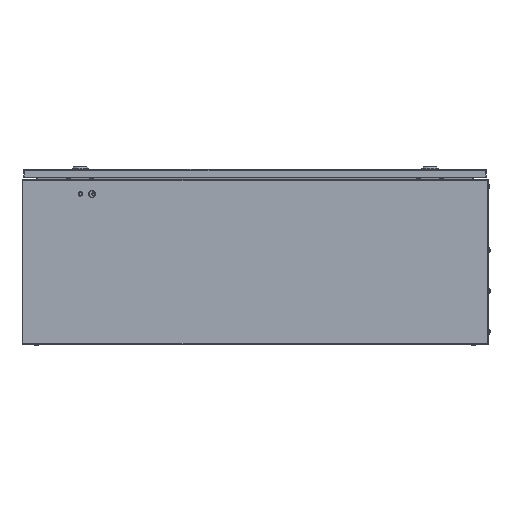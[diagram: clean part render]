
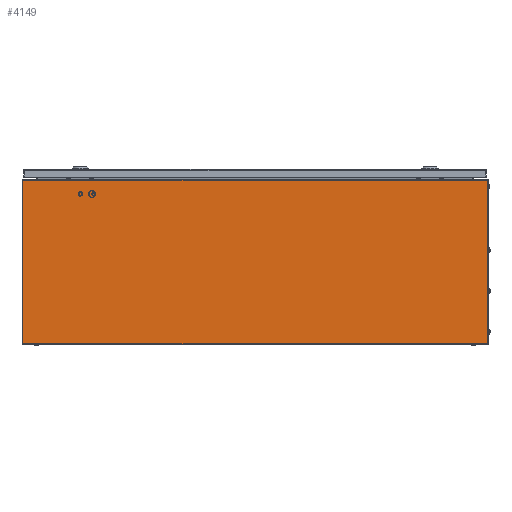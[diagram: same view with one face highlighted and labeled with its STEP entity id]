
A CAD part, left-side view. The second image highlights one B-rep face of the part: STEP entity #4149.
In plain terms, the highlighted planar face has unit normal (-1, 0, 0).
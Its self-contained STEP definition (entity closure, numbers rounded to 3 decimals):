
#834 = AXIS2_PLACEMENT_3D ( 'NONE', #70161, #10603, #22075 ) ;
#3865 = PLANE ( 'NONE',  #834 ) ;
#4149 = ADVANCED_FACE ( 'NONE', ( #40359 ), #3865, .F. ) ;
#8146 = ORIENTED_EDGE ( 'NONE', *, *, #57802, .T. ) ;
#8929 = EDGE_CURVE ( 'NONE', #60443, #24629, #61938, .T. ) ;
#10603 = DIRECTION ( 'NONE',  ( 1., 0., 0. ) ) ;
#16674 = DIRECTION ( 'NONE',  ( 0., -1., 0. ) ) ;
#18159 = VECTOR ( 'NONE', #26610, 1000. ) ;
#21525 = CARTESIAN_POINT ( 'NONE',  ( 0., 0., 283. ) ) ;
#22075 = DIRECTION ( 'NONE',  ( 0., 0., -1. ) ) ;
#24629 = VERTEX_POINT ( 'NONE', #75780 ) ;
#26610 = DIRECTION ( 'NONE',  ( 0., 0., -1. ) ) ;
#27172 = VERTEX_POINT ( 'NONE', #54157 ) ;
#28741 = LINE ( 'NONE', #51376, #56392 ) ;
#30264 = VERTEX_POINT ( 'NONE', #65650 ) ;
#30582 = LINE ( 'NONE', #67134, #34219 ) ;
#32566 = CARTESIAN_POINT ( 'NONE',  ( 0., 0., 283. ) ) ;
#34219 = VECTOR ( 'NONE', #43681, 1000. ) ;
#34684 = EDGE_LOOP ( 'NONE', ( #39936, #77372, #69628, #8146 ) ) ;
#39936 = ORIENTED_EDGE ( 'NONE', *, *, #67110, .T. ) ;
#40094 = LINE ( 'NONE', #51238, #45851 ) ;
#40359 = FACE_OUTER_BOUND ( 'NONE', #34684, .T. ) ;
#43681 = DIRECTION ( 'NONE',  ( 0., 0., -1. ) ) ;
#45851 = VECTOR ( 'NONE', #16674, 1000. ) ;
#51238 = CARTESIAN_POINT ( 'NONE',  ( 0., 0., 0. ) ) ;
#51376 = CARTESIAN_POINT ( 'NONE',  ( 0., 0., 283. ) ) ;
#54157 = CARTESIAN_POINT ( 'NONE',  ( 0., 800., 0. ) ) ;
#56392 = VECTOR ( 'NONE', #69646, 1000. ) ;
#57802 = EDGE_CURVE ( 'NONE', #30264, #27172, #30582, .T. ) ;
#60443 = VERTEX_POINT ( 'NONE', #21525 ) ;
#61938 = LINE ( 'NONE', #32566, #18159 ) ;
#65650 = CARTESIAN_POINT ( 'NONE',  ( 0., 800., 283. ) ) ;
#67110 = EDGE_CURVE ( 'NONE', #27172, #24629, #40094, .T. ) ;
#67134 = CARTESIAN_POINT ( 'NONE',  ( 0., 800., 283. ) ) ;
#69628 = ORIENTED_EDGE ( 'NONE', *, *, #74846, .F. ) ;
#69646 = DIRECTION ( 'NONE',  ( 0., -1., 0. ) ) ;
#70161 = CARTESIAN_POINT ( 'NONE',  ( 0., 0., 283. ) ) ;
#74846 = EDGE_CURVE ( 'NONE', #30264, #60443, #28741, .T. ) ;
#75780 = CARTESIAN_POINT ( 'NONE',  ( 0., 0., 0. ) ) ;
#77372 = ORIENTED_EDGE ( 'NONE', *, *, #8929, .F. ) ;
